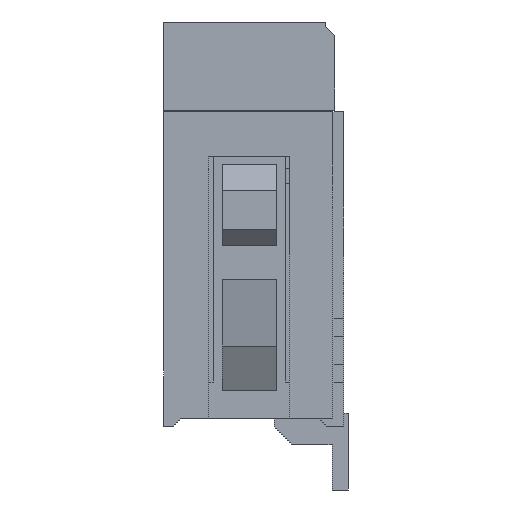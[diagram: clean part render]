
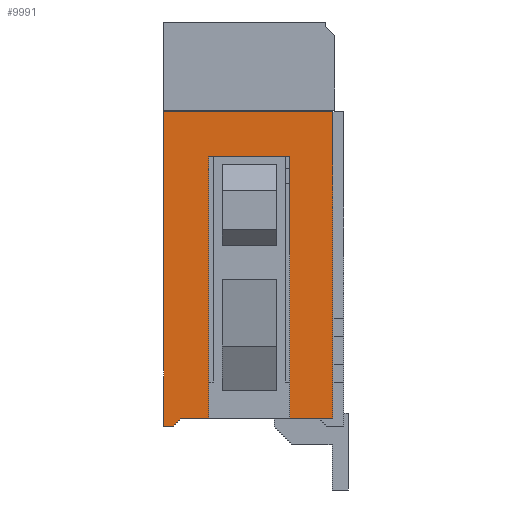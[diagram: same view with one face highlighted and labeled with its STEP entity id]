
A CAD part, left-side view. The second image highlights one B-rep face of the part: STEP entity #9991.
In plain terms, the highlighted planar face has unit normal (-1, 0, 0).
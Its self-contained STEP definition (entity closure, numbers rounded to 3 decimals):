
#13=DIRECTION('',(0.,-1.,0.));
#14=VECTOR('',#13,0.1);
#15=CARTESIAN_POINT('',(-7.8,2.,0.));
#16=LINE('',#15,#14);
#17=DIRECTION('',(0.,1.,0.));
#18=VECTOR('',#17,0.9);
#19=CARTESIAN_POINT('',(-7.8,0.6,3.));
#20=LINE('',#19,#18);
#21=DIRECTION('',(0.,0.,1.));
#22=VECTOR('',#21,2.9);
#23=CARTESIAN_POINT('',(-7.8,1.5,0.1));
#24=LINE('',#23,#22);
#25=DIRECTION('',(0.,1.,0.));
#26=VECTOR('',#25,0.3);
#27=CARTESIAN_POINT('',(-7.8,1.5,0.1));
#28=LINE('',#27,#26);
#29=DIRECTION('',(0.,-0.707,0.707));
#30=VECTOR('',#29,0.141);
#31=CARTESIAN_POINT('',(-7.8,1.9,0.));
#32=LINE('',#31,#30);
#33=DIRECTION('',(0.,0.,1.));
#34=VECTOR('',#33,3.5);
#35=CARTESIAN_POINT('',(-7.8,2.,0.));
#36=LINE('',#35,#34);
#37=DIRECTION('',(0.,0.,-1.));
#38=VECTOR('',#37,2.3);
#39=CARTESIAN_POINT('',(-7.8,0.12,3.5));
#40=LINE('',#39,#38);
#41=DIRECTION('',(0.,0.,-1.));
#42=VECTOR('',#41,0.7);
#43=CARTESIAN_POINT('',(-7.8,0.12,1.2));
#44=LINE('',#43,#42);
#45=DIRECTION('',(0.,0.,-1.));
#46=VECTOR('',#45,0.4);
#47=CARTESIAN_POINT('',(-7.8,0.12,0.5));
#48=LINE('',#47,#46);
#49=DIRECTION('',(0.,1.,0.));
#50=VECTOR('',#49,0.48);
#51=CARTESIAN_POINT('',(-7.8,0.12,0.1));
#52=LINE('',#51,#50);
#53=DIRECTION('',(0.,0.,1.));
#54=VECTOR('',#53,2.9);
#55=CARTESIAN_POINT('',(-7.8,0.6,0.1));
#56=LINE('',#55,#54);
#165=DIRECTION('',(0.,-1.,0.));
#166=VECTOR('',#165,1.88);
#167=CARTESIAN_POINT('',(-7.8,2.,3.5));
#168=LINE('',#167,#166);
#7468=CARTESIAN_POINT('',(-7.8,2.,0.));
#7470=VERTEX_POINT('',#7468);
#7473=CARTESIAN_POINT('',(-7.8,2.,3.5));
#7474=VERTEX_POINT('',#7473);
#7523=CARTESIAN_POINT('',(-7.8,0.12,1.2));
#7524=VERTEX_POINT('',#7523);
#7651=CARTESIAN_POINT('',(-7.8,0.6,3.));
#7652=CARTESIAN_POINT('',(-7.8,1.5,3.));
#7653=VERTEX_POINT('',#7651);
#7654=VERTEX_POINT('',#7652);
#7655=CARTESIAN_POINT('',(-7.8,0.6,0.1));
#7656=VERTEX_POINT('',#7655);
#7657=CARTESIAN_POINT('',(-7.8,1.5,0.1));
#7658=VERTEX_POINT('',#7657);
#7697=CARTESIAN_POINT('',(-7.8,1.9,0.));
#7699=VERTEX_POINT('',#7697);
#7703=CARTESIAN_POINT('',(-7.8,1.8,0.1));
#7704=VERTEX_POINT('',#7703);
#7817=CARTESIAN_POINT('',(-7.8,0.12,0.5));
#7818=VERTEX_POINT('',#7817);
#7841=CARTESIAN_POINT('',(-7.8,0.12,3.5));
#7842=VERTEX_POINT('',#7841);
#7865=CARTESIAN_POINT('',(-7.8,0.12,0.1));
#7866=VERTEX_POINT('',#7865);
#9962=CARTESIAN_POINT('',(-7.8,2.,0.));
#9963=DIRECTION('',(-1.,0.,0.));
#9964=DIRECTION('',(0.,-1.,0.));
#9965=AXIS2_PLACEMENT_3D('',#9962,#9963,#9964);
#9966=PLANE('',#9965);
#9968=ORIENTED_EDGE('',*,*,#9967,.T.);
#9970=ORIENTED_EDGE('',*,*,#9969,.F.);
#9972=ORIENTED_EDGE('',*,*,#9971,.T.);
#9973=ORIENTED_EDGE('',*,*,#9953,.F.);
#9974=ORIENTED_EDGE('',*,*,#9942,.F.);
#9976=ORIENTED_EDGE('',*,*,#9975,.T.);
#9978=ORIENTED_EDGE('',*,*,#9977,.T.);
#9980=ORIENTED_EDGE('',*,*,#9979,.T.);
#9982=ORIENTED_EDGE('',*,*,#9981,.T.);
#9984=ORIENTED_EDGE('',*,*,#9983,.T.);
#9986=ORIENTED_EDGE('',*,*,#9985,.T.);
#9988=ORIENTED_EDGE('',*,*,#9987,.T.);
#9989=EDGE_LOOP('',(#9968,#9970,#9972,#9973,#9974,#9976,#9978,#9980,#9982,#9984,
#9986,#9988));
#9990=FACE_OUTER_BOUND('',#9989,.F.);
#9991=ADVANCED_FACE('',(#9990),#9966,.T.);
#9942=EDGE_CURVE('',#7470,#7699,#16,.T.);
#9953=EDGE_CURVE('',#7699,#7704,#32,.T.);
#9967=EDGE_CURVE('',#7653,#7654,#20,.T.);
#9969=EDGE_CURVE('',#7658,#7654,#24,.T.);
#9971=EDGE_CURVE('',#7658,#7704,#28,.T.);
#9975=EDGE_CURVE('',#7470,#7474,#36,.T.);
#9977=EDGE_CURVE('',#7474,#7842,#168,.T.);
#9979=EDGE_CURVE('',#7842,#7524,#40,.T.);
#9981=EDGE_CURVE('',#7524,#7818,#44,.T.);
#9983=EDGE_CURVE('',#7818,#7866,#48,.T.);
#9985=EDGE_CURVE('',#7866,#7656,#52,.T.);
#9987=EDGE_CURVE('',#7656,#7653,#56,.T.);
